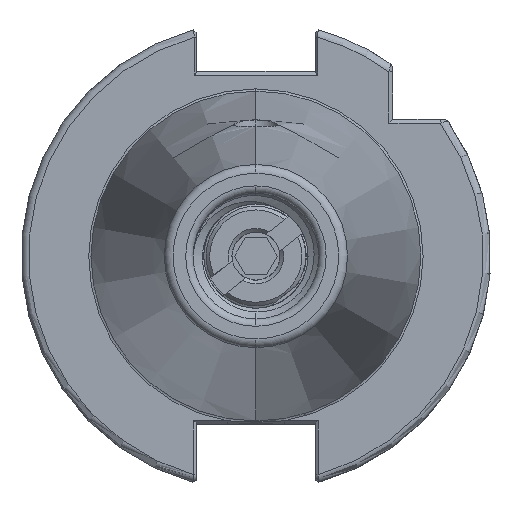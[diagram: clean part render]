
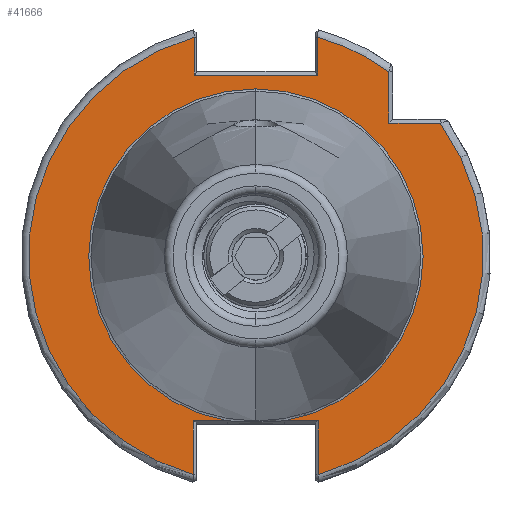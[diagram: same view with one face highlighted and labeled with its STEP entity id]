
A CAD part, left-side view. The second image highlights one B-rep face of the part: STEP entity #41666.
In plain terms, the highlighted planar face has unit normal (-1, 0, 0).
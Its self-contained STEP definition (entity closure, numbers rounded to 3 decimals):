
#3845 = EDGE_CURVE ( 'NONE', #13114, #13440, #35700, .T. ) ;
#3860 = EDGE_CURVE ( 'NONE', #13456, #13438, #35673, .T. ) ;
#3862 = EDGE_CURVE ( 'NONE', #13440, #13557, #35654, .T. ) ;
#3867 = EDGE_CURVE ( 'NONE', #13437, #13421, #35688, .T. ) ;
#3889 = EDGE_CURVE ( 'NONE', #13451, #13062, #35710, .T. ) ;
#3895 = EDGE_CURVE ( 'NONE', #13465, #13407, #35629, .T. ) ;
#3900 = EDGE_CURVE ( 'NONE', #13422, #13437, #35735, .T. ) ;
#3902 = EDGE_CURVE ( 'NONE', #13407, #13456, #35619, .T. ) ;
#3907 = EDGE_CURVE ( 'NONE', #13557, #13422, #35722, .T. ) ;
#3923 = EDGE_CURVE ( 'NONE', #13466, #13443, #35647, .T. ) ;
#3949 = EDGE_CURVE ( 'NONE', #13443, #13465, #35833, .T. ) ;
#4001 = EDGE_CURVE ( 'NONE', #13438, #13451, #35860, .T. ) ;
#4085 = EDGE_CURVE ( 'NONE', #13421, #13466, #35871, .T. ) ;
#13062 = VERTEX_POINT ( 'NONE', #21138 ) ;
#13114 = VERTEX_POINT ( 'NONE', #20536 ) ;
#13407 = VERTEX_POINT ( 'NONE', #20613 ) ;
#13421 = VERTEX_POINT ( 'NONE', #20642 ) ;
#13422 = VERTEX_POINT ( 'NONE', #20610 ) ;
#13437 = VERTEX_POINT ( 'NONE', #20544 ) ;
#13438 = VERTEX_POINT ( 'NONE', #20591 ) ;
#13440 = VERTEX_POINT ( 'NONE', #20531 ) ;
#13443 = VERTEX_POINT ( 'NONE', #20638 ) ;
#13451 = VERTEX_POINT ( 'NONE', #20600 ) ;
#13456 = VERTEX_POINT ( 'NONE', #20626 ) ;
#13465 = VERTEX_POINT ( 'NONE', #20661 ) ;
#13466 = VERTEX_POINT ( 'NONE', #20654 ) ;
#13557 = VERTEX_POINT ( 'NONE', #20710 ) ;
#16520 = CIRCLE ( 'NONE', #41423, 22.627 ) ;
#19715 = EDGE_CURVE ( 'NONE', #13062, #13114, #16520, .T. ) ;
#19997 = DIRECTION ( 'NONE',  ( 0., 1., 0. ) ) ;
#19999 = DIRECTION ( 'NONE',  ( 0., 0., -1. ) ) ;
#20000 = DIRECTION ( 'NONE',  ( 0., 0., -1. ) ) ;
#20010 = CARTESIAN_POINT ( 'NONE',  ( 0., 0., 0. ) ) ;
#20012 = CARTESIAN_POINT ( 'NONE',  ( 0., -8.335, 25. ) ) ;
#20013 = CARTESIAN_POINT ( 'NONE',  ( 0., 0., 0. ) ) ;
#20021 = DIRECTION ( 'NONE',  ( -1., 0., 0. ) ) ;
#20031 = DIRECTION ( 'NONE',  ( -1., 0., 0. ) ) ;
#20033 = CARTESIAN_POINT ( 'NONE',  ( 0., -18.5, 18. ) ) ;
#20060 = DIRECTION ( 'NONE',  ( 0., 0., -1. ) ) ;
#20062 = CARTESIAN_POINT ( 'NONE',  ( 0., 8.05, 24.5 ) ) ;
#20078 = DIRECTION ( 'NONE',  ( 0., 1., 0. ) ) ;
#20140 = DIRECTION ( 'NONE',  ( -1., 0., 0. ) ) ;
#20145 = DIRECTION ( 'NONE',  ( 0., 0., -1. ) ) ;
#20395 = CARTESIAN_POINT ( 'NONE',  ( 0., 8.451, 0. ) ) ;
#20396 = DIRECTION ( 'NONE',  ( 0., 0., 1. ) ) ;
#20409 = CARTESIAN_POINT ( 'NONE',  ( 0., 22.692, -22.3 ) ) ;
#20414 = CARTESIAN_POINT ( 'NONE',  ( 0., -8.451, 0. ) ) ;
#20435 = DIRECTION ( 'NONE',  ( 0., -1., 0. ) ) ;
#20444 = DIRECTION ( 'NONE',  ( 0., 0., -1. ) ) ;
#20447 = CARTESIAN_POINT ( 'NONE',  ( 0., -18., 24.594 ) ) ;
#20466 = DIRECTION ( 'NONE',  ( 0., 0., 1. ) ) ;
#20491 = DIRECTION ( 'NONE',  ( 0., 0., -1. ) ) ;
#20494 = CARTESIAN_POINT ( 'NONE',  ( 0., 0., 0. ) ) ;
#20501 = CARTESIAN_POINT ( 'NONE',  ( 0., 8.335, 29.704 ) ) ;
#20504 = DIRECTION ( 'NONE',  ( 1., 0., 0. ) ) ;
#20510 = DIRECTION ( 'NONE',  ( 0., 0., 1. ) ) ;
#20531 = CARTESIAN_POINT ( 'NONE',  ( 0., -8.451, -22.3 ) ) ;
#20536 = CARTESIAN_POINT ( 'NONE',  ( 0., -3.833, -22.3 ) ) ;
#20544 = CARTESIAN_POINT ( 'NONE',  ( 0., -18., 18. ) ) ;
#20591 = CARTESIAN_POINT ( 'NONE',  ( 0., 8.451, -22.3 ) ) ;
#20600 = CARTESIAN_POINT ( 'NONE',  ( 0., 3.833, -22.3 ) ) ;
#20610 = CARTESIAN_POINT ( 'NONE',  ( 0., -24.962, 18. ) ) ;
#20613 = CARTESIAN_POINT ( 'NONE',  ( 0., 8.335, 29.625 ) ) ;
#20626 = CARTESIAN_POINT ( 'NONE',  ( 0., 8.451, -29.592 ) ) ;
#20638 = CARTESIAN_POINT ( 'NONE',  ( 0., -8.335, 24.5 ) ) ;
#20642 = CARTESIAN_POINT ( 'NONE',  ( 0., -18., 24.962 ) ) ;
#20654 = CARTESIAN_POINT ( 'NONE',  ( 0., -8.335, 29.625 ) ) ;
#20661 = CARTESIAN_POINT ( 'NONE',  ( 0., 8.335, 24.5 ) ) ;
#20710 = CARTESIAN_POINT ( 'NONE',  ( 0., -8.451, -29.592 ) ) ;
#21138 = CARTESIAN_POINT ( 'NONE',  ( 0., 0., 22.627 ) ) ;
#22099 = FACE_OUTER_BOUND ( 'NONE', #34720, .T. ) ;
#34107 = ORIENTED_EDGE ( 'NONE', *, *, #4085, .T. ) ;
#34113 = ORIENTED_EDGE ( 'NONE', *, *, #3949, .T. ) ;
#34120 = ORIENTED_EDGE ( 'NONE', *, *, #3867, .T. ) ;
#34125 = ORIENTED_EDGE ( 'NONE', *, *, #4001, .T. ) ;
#34126 = ORIENTED_EDGE ( 'NONE', *, *, #3895, .T. ) ;
#34137 = ORIENTED_EDGE ( 'NONE', *, *, #3907, .T. ) ;
#34146 = ORIENTED_EDGE ( 'NONE', *, *, #3862, .T. ) ;
#34163 = ORIENTED_EDGE ( 'NONE', *, *, #19715, .T. ) ;
#34720 = EDGE_LOOP ( 'NONE', ( #36322, #34120, #34107, #36298, #34113, #34126, #36317, #36319, #34125, #36304, #34163, #36289, #34146, #34137 ) ) ;
#35587 = PLANE ( 'NONE',  #41244 ) ;
#35588 = DIRECTION ( 'NONE',  ( 0., 0., -1. ) ) ;
#35619 = CIRCLE ( 'NONE', #41284, 30.775 ) ;
#35629 = LINE ( 'NONE', #20501, #35712 ) ;
#35632 = DIRECTION ( 'NONE',  ( 1., 0., 0. ) ) ;
#35636 = VECTOR ( 'NONE', #20466, 1000. ) ;
#35647 = LINE ( 'NONE', #20012, #35724 ) ;
#35654 = LINE ( 'NONE', #20414, #35686 ) ;
#35661 = CARTESIAN_POINT ( 'NONE',  ( 0., 22.692, 0. ) ) ;
#35666 = VECTOR ( 'NONE', #20396, 1000. ) ;
#35671 = VECTOR ( 'NONE', #20435, 1000. ) ;
#35673 = LINE ( 'NONE', #20395, #35666 ) ;
#35675 = VECTOR ( 'NONE', #19997, 1000. ) ;
#35686 = VECTOR ( 'NONE', #20444, 1000. ) ;
#35688 = LINE ( 'NONE', #20447, #35636 ) ;
#35700 = LINE ( 'NONE', #20409, #35671 ) ;
#35710 = CIRCLE ( 'NONE', #41280, 22.627 ) ;
#35712 = VECTOR ( 'NONE', #20510, 1000. ) ;
#35722 = CIRCLE ( 'NONE', #41288, 30.775 ) ;
#35724 = VECTOR ( 'NONE', #20060, 1000. ) ;
#35735 = LINE ( 'NONE', #20033, #35675 ) ;
#35813 = VECTOR ( 'NONE', #20078, 1000. ) ;
#35833 = LINE ( 'NONE', #20062, #35813 ) ;
#35860 = LINE ( 'NONE', #42045, #35862 ) ;
#35862 = VECTOR ( 'NONE', #42028, 1000. ) ;
#35871 = CIRCLE ( 'NONE', #41307, 30.775 ) ;
#36289 = ORIENTED_EDGE ( 'NONE', *, *, #3845, .T. ) ;
#36298 = ORIENTED_EDGE ( 'NONE', *, *, #3923, .T. ) ;
#36304 = ORIENTED_EDGE ( 'NONE', *, *, #3889, .T. ) ;
#36317 = ORIENTED_EDGE ( 'NONE', *, *, #3902, .T. ) ;
#36319 = ORIENTED_EDGE ( 'NONE', *, *, #3860, .T. ) ;
#36322 = ORIENTED_EDGE ( 'NONE', *, *, #3900, .T. ) ;
#41244 = AXIS2_PLACEMENT_3D ( 'NONE', #35661, #35632, #35588 ) ;
#41280 = AXIS2_PLACEMENT_3D ( 'NONE', #20494, #20504, #20491 ) ;
#41284 = AXIS2_PLACEMENT_3D ( 'NONE', #20010, #20031, #19999 ) ;
#41288 = AXIS2_PLACEMENT_3D ( 'NONE', #20013, #20021, #20000 ) ;
#41307 = AXIS2_PLACEMENT_3D ( 'NONE', #41833, #20140, #20145 ) ;
#41423 = AXIS2_PLACEMENT_3D ( 'NONE', #42772, #42795, #42765 ) ;
#41666 = ADVANCED_FACE ( 'NONE', ( #22099 ), #35587, .F. ) ;
#41833 = CARTESIAN_POINT ( 'NONE',  ( 0., 0., 0. ) ) ;
#42028 = DIRECTION ( 'NONE',  ( 0., -1., 0. ) ) ;
#42045 = CARTESIAN_POINT ( 'NONE',  ( 0., 22.692, -22.3 ) ) ;
#42765 = DIRECTION ( 'NONE',  ( 0., 0., -1. ) ) ;
#42772 = CARTESIAN_POINT ( 'NONE',  ( 0., 0., 0. ) ) ;
#42795 = DIRECTION ( 'NONE',  ( 1., 0., 0. ) ) ;
